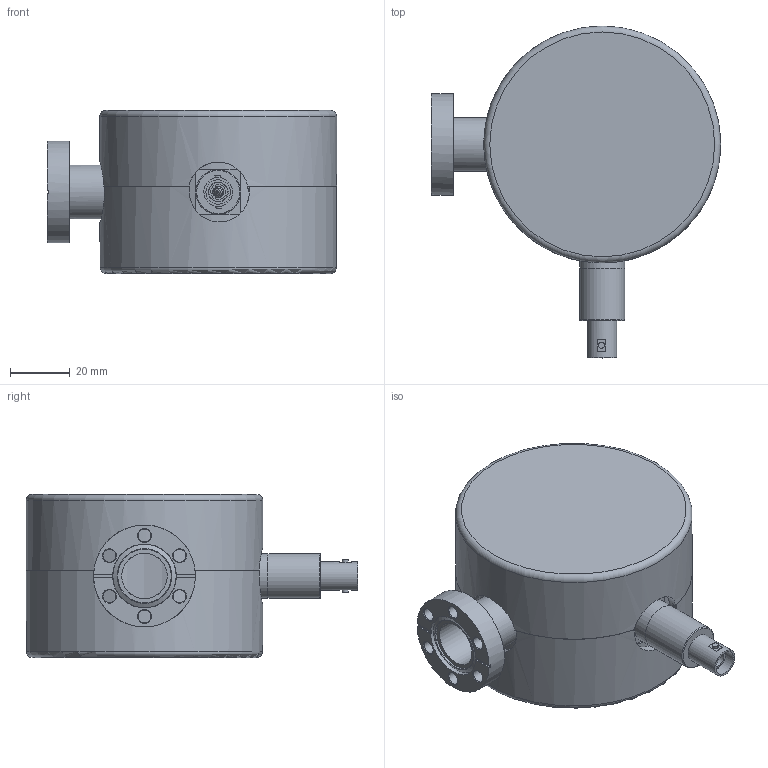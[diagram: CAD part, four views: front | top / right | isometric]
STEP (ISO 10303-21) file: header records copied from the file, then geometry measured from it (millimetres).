
FILE_DESCRIPTION(/* description */ (''),/* implementation_level */ '2;1');
FILE_NAME(/* name */ '8L-ion.stp',/* time_stamp */ '2020-10-11T21:29:24+08:00',/* author */ ('SWPE'),/* organization */ (''),/* preprocessor_version */ 'ST-DEVELOPER v16.1',/* originating_system */ 'Autodesk Inventor 2016',/* authorisation */ '');
FILE_SCHEMA (('AUTOMOTIVE_DESIGN { 1 0 10303 214 3 1 1 }'));
Length unit declared in the file: millimetre
Products named in the file (14): 圆钛泵壳; 陶瓷; 过渡件; 封接头; 阳极杆; 高压外壳V2; 高压外壳.连接件; 限位钉; 高压组件V2; 接头环; 圆接头; 上半壳; 下半壳; 8L-ion
Assembly tree (14 placements, depth 3):
  8L-ion
    圆钛泵壳
    高压组件V2
      陶瓷
      过渡件
      封接头
      阳极杆
      高压外壳V2
      高压外壳.连接件
      限位钉  x2
    接头环
    圆接头
    上半壳
    下半壳
Bounding box: 96.5 x 110.7 x 54.4 mm (x, y, z)
Volume: 93113.7 mm3; surface area: 71647 mm2
Topology: 13 solids, 13 shells, 198 faces, 389 edges, 243 vertices
Faces by surface type: plane 81, cylinder 72, cone 26, torus 19
Full cylindrical faces by diameter (mm): 1.35 x1, 1.5 x4, 2 x2, 3 x1, 3.5 x1, 3.7 x1, 4 x1, 4.3 x6, 4.5 x1, 5 x1, 6.3 x1, 7 x5, 7.2 x1, 8 x2, 8.2 x1, 9.6 x1, 10 x1, 10.5 x1, 11 x1, 11.5 x1, 12 x2, 13 x3, 13.8 x1, 14 x2, 15 x2, 15.2 x1, 18 x2, 19 x1, 21.1 x1, 21.3 x1
Entity records: 5105 total; most frequent: CARTESIAN_POINT 1086, DIRECTION 864, ORIENTED_EDGE 522, AXIS2_PLACEMENT_3D 401, EDGE_LOOP 362, EDGE_CURVE 261, VERTEX_POINT 225, FACE_OUTER_BOUND 193
